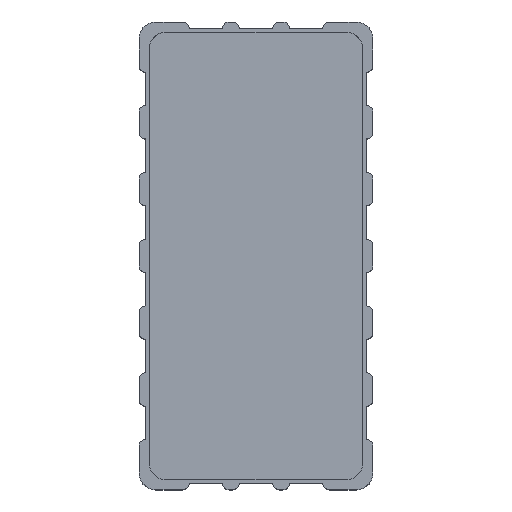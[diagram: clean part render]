
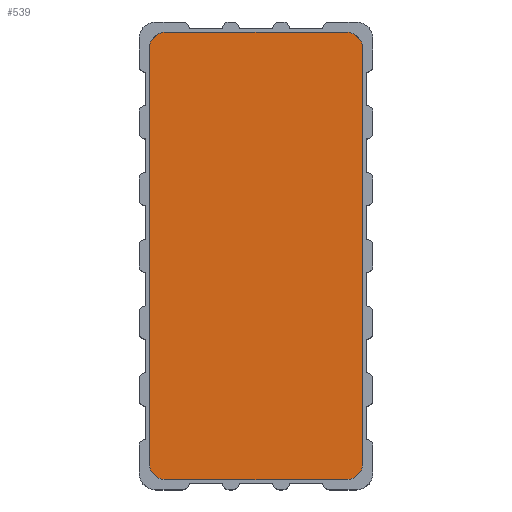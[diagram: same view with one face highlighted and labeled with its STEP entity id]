
A CAD part, top view. The second image highlights one B-rep face of the part: STEP entity #539.
In plain terms, the highlighted planar face has unit normal (0, 0, 1).
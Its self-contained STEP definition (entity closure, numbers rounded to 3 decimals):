
#539=ADVANCED_FACE('',(#1252),#1254,.T.);
#1252=FACE_BOUND('',#1253,.T.);
#1253=EDGE_LOOP('',(#1887,#1888,#1889,#1890,#1891,#1892,#1893,#1894));
#1254=PLANE('',#1255);
#1255=AXIS2_PLACEMENT_3D('',#1256,#1257,#1258);
#1256=CARTESIAN_POINT('',(0.,0.,3.));
#1257=DIRECTION('',(0.,0.,1.));
#1258=DIRECTION('',(-1.,0.,0.));
#1887=ORIENTED_EDGE('',*,*,#2289,.F.);
#1888=ORIENTED_EDGE('',*,*,#2302,.T.);
#1889=ORIENTED_EDGE('',*,*,#2301,.F.);
#1890=ORIENTED_EDGE('',*,*,#2299,.T.);
#1891=ORIENTED_EDGE('',*,*,#2297,.F.);
#1892=ORIENTED_EDGE('',*,*,#2295,.T.);
#1893=ORIENTED_EDGE('',*,*,#2293,.F.);
#1894=ORIENTED_EDGE('',*,*,#2290,.T.);
#2289=EDGE_CURVE('',#2721,#2719,#2723,.F.);
#2290=EDGE_CURVE('',#2724,#2719,#2725,.T.);
#2293=EDGE_CURVE('',#2724,#2727,#2729,.F.);
#2295=EDGE_CURVE('',#2730,#2727,#2732,.T.);
#2297=EDGE_CURVE('',#2730,#2733,#2735,.F.);
#2299=EDGE_CURVE('',#2736,#2733,#2738,.T.);
#2301=EDGE_CURVE('',#2736,#2739,#2741,.F.);
#2302=EDGE_CURVE('',#2721,#2739,#2742,.T.);
#2719=VERTEX_POINT('',#3739);
#2721=VERTEX_POINT('',#3743);
#2723=CIRCLE('',#3747,5.);
#2724=VERTEX_POINT('',#3751);
#2725=LINE('',#3752,#3753);
#2727=VERTEX_POINT('',#3758);
#2729=CIRCLE('',#3762,5.);
#2730=VERTEX_POINT('',#3766);
#2732=LINE('',#3770,#3771);
#2733=VERTEX_POINT('',#3773);
#2735=CIRCLE('',#3777,5.);
#2736=VERTEX_POINT('',#3781);
#2738=LINE('',#3785,#3786);
#2739=VERTEX_POINT('',#3788);
#2741=CIRCLE('',#3792,5.);
#2742=LINE('',#3796,#3797);
#3739=CARTESIAN_POINT('',(-32.,-62.,3.));
#3743=CARTESIAN_POINT('',(-27.,-67.,3.));
#3747=AXIS2_PLACEMENT_3D('',#3748,#3749,#3750);
#3748=CARTESIAN_POINT('',(-27.,-62.,3.));
#3749=DIRECTION('',(0.,0.,1.));
#3750=DIRECTION('',(-1.,0.,0.));
#3751=CARTESIAN_POINT('',(-32.,62.,3.));
#3752=CARTESIAN_POINT('',(-32.,62.,3.));
#3753=VECTOR('',#3754,1.);
#3754=DIRECTION('',(0.,-1.,0.));
#3758=CARTESIAN_POINT('',(-27.,67.,3.));
#3762=AXIS2_PLACEMENT_3D('',#3763,#3764,#3765);
#3763=CARTESIAN_POINT('',(-27.,62.,3.));
#3764=DIRECTION('',(0.,0.,1.));
#3765=DIRECTION('',(0.,1.,0.));
#3766=CARTESIAN_POINT('',(27.,67.,3.));
#3770=CARTESIAN_POINT('',(27.,67.,3.));
#3771=VECTOR('',#3772,1.);
#3772=DIRECTION('',(-1.,0.,0.));
#3773=CARTESIAN_POINT('',(32.,62.,3.));
#3777=AXIS2_PLACEMENT_3D('',#3778,#3779,#3780);
#3778=CARTESIAN_POINT('',(27.,62.,3.));
#3779=DIRECTION('',(0.,0.,1.));
#3780=DIRECTION('',(1.,0.,0.));
#3781=CARTESIAN_POINT('',(32.,-62.,3.));
#3785=CARTESIAN_POINT('',(32.,-62.,3.));
#3786=VECTOR('',#3787,1.);
#3787=DIRECTION('',(0.,1.,0.));
#3788=CARTESIAN_POINT('',(27.,-67.,3.));
#3792=AXIS2_PLACEMENT_3D('',#3793,#3794,#3795);
#3793=CARTESIAN_POINT('',(27.,-62.,3.));
#3794=DIRECTION('',(0.,0.,1.));
#3795=DIRECTION('',(0.,-1.,0.));
#3796=CARTESIAN_POINT('',(-27.,-67.,3.));
#3797=VECTOR('',#3798,1.);
#3798=DIRECTION('',(1.,0.,0.));
